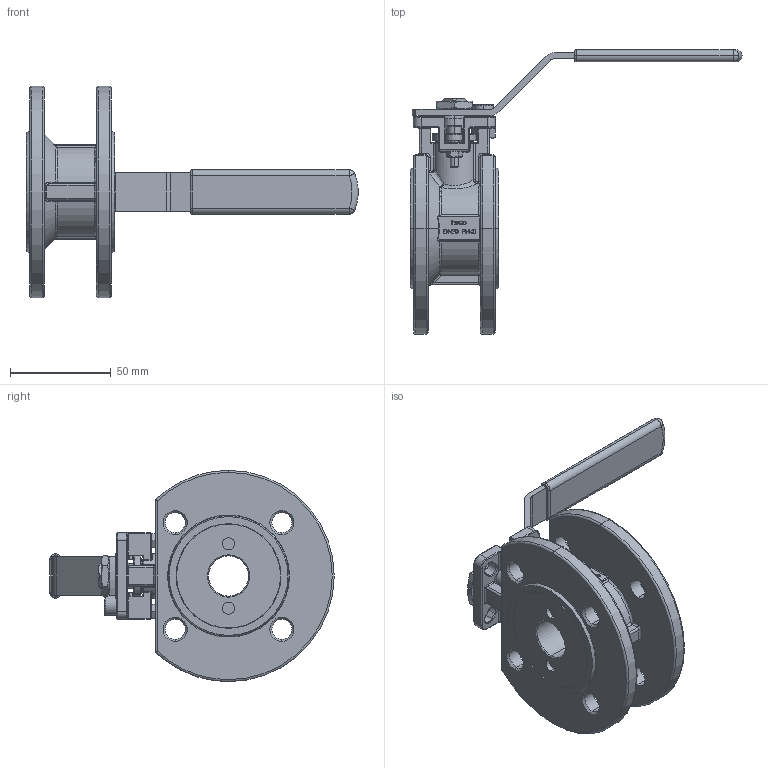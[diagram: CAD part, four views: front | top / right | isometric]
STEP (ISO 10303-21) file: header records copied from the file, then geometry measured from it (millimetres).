
FILE_DESCRIPTION (( 'STEP AP214' ), '1' );
FILE_NAME ('KK-034-000-4 Flanschkugelhahn 1804.STEP', '2018-04-26T06:25:23', ( '' ), ( '' ), 'SwSTEP 2.0', 'SolidWorks 2016', '' );
FILE_SCHEMA (( 'AUTOMOTIVE_DESIGN' ));
Length unit declared in the file: millimetre
Products named in the file (1): KK-034-000-4 Flanschkugelhahn 1804
Bounding box: 164.93 x 141.3 x 105 mm (x, y, z)
Volume: 190698.6 mm3; surface area: 57650.6 mm2
Topology: 1 solids, 1 shells, 1309 faces, 3190 edges, 1871 vertices
Faces by surface type: plane 367, cylinder 352, bspline 290, torus 163, cone 86, sphere 51
Entity records: 55740 total; most frequent: CARTESIAN_POINT 23251, ORIENTED_EDGE 6230, DIRECTION 5492, EDGE_CURVE 3115, AXIS2_PLACEMENT_3D 2061, VERTEX_POINT 1871, EDGE_LOOP 1412, VECTOR 1370
